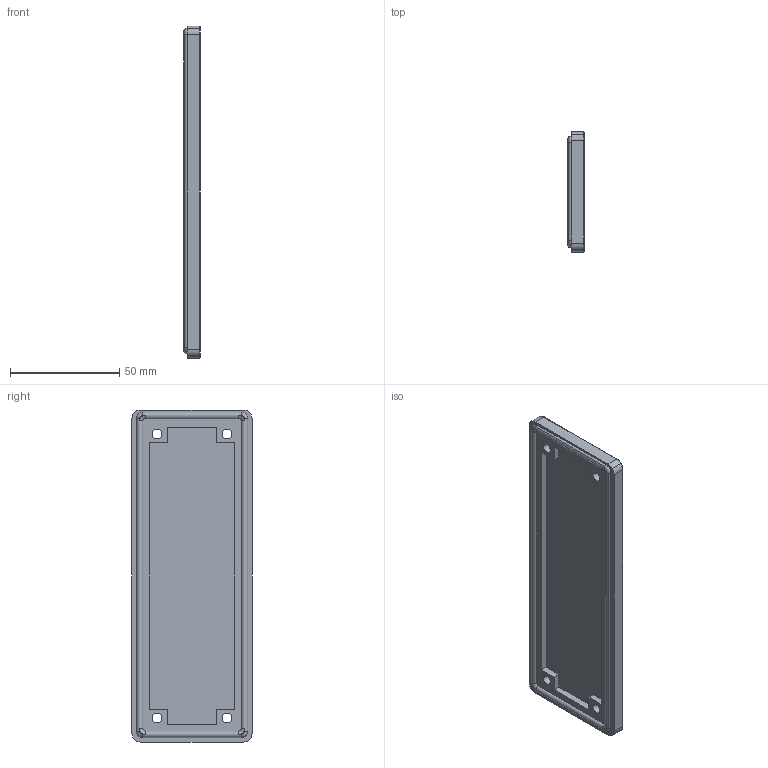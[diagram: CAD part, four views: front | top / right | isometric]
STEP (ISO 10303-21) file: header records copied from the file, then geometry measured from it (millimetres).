
FILE_DESCRIPTION((''),'2;1');
FILE_NAME('CRH 24.stp','2007-01-02T17:40:45',('gembarski'),(''),'Autodesk Inventor 7','Autodesk Inventor 7','');
FILE_SCHEMA(('AUTOMOTIVE_DESIGN { 1 0 10303 214 1 1 1 1 }'));
Length unit declared in the file: millimetre
Products named in the file (1): CRH 24
Bounding box: 7.5 x 55 x 152 mm (x, y, z)
Volume: 35818.7 mm3; surface area: 20977.9 mm2
Topology: 1 solids, 1 shells, 119 faces, 319 edges, 210 vertices
Faces by surface type: plane 61, cylinder 46, torus 9, bspline 3
Entity records: 3908 total; most frequent: CARTESIAN_POINT 781, DIRECTION 673, ORIENTED_EDGE 638, EDGE_CURVE 319, AXIS2_PLACEMENT_3D 237, VERTEX_POINT 210, VECTOR 199, LINE 199
